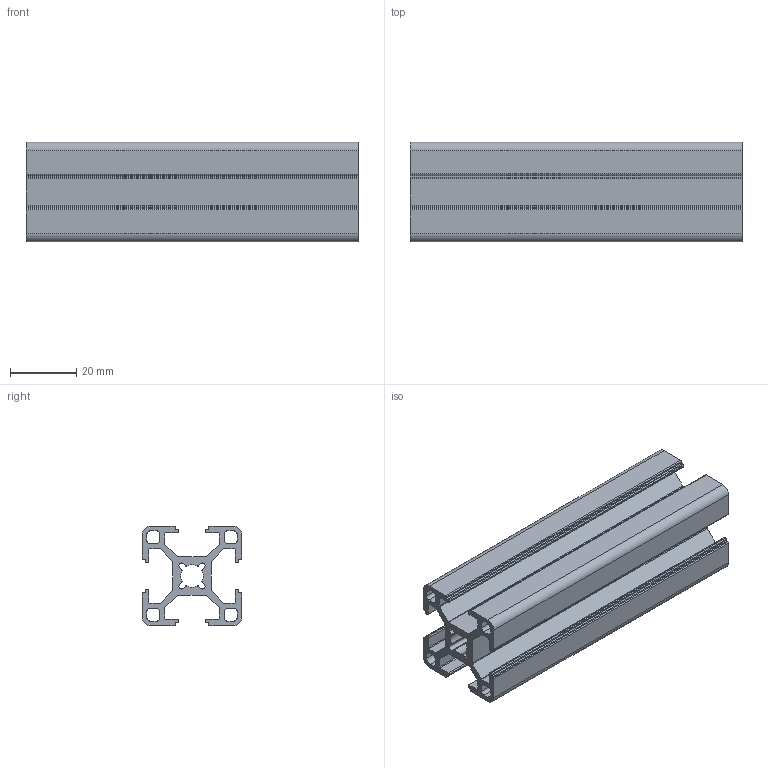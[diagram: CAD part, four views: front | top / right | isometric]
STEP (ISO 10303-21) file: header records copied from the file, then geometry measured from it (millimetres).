
FILE_DESCRIPTION(/* description */ (''),/* implementation_level */ '2;1');
FILE_NAME(/* name */ 'LCF8-3030-100.step',/* time_stamp */ '2024-08-29T19:27:13+08:00',/* author */ (''),/* organization */ (''),/* preprocessor_version */ 'ST-DEVELOPER v20',/* originating_system */ 'Autodesk Translation Framework v13.14.0.145',/* authorisation */ '');
FILE_SCHEMA (('AUTOMOTIVE_DESIGN { 1 0 10303 214 3 1 1 }'));
Length unit declared in the file: millimetre
Products named in the file (1): LCF8-3030-100.0_214
Bounding box: 100 x 30 x 30 mm (x, y, z)
Volume: 30201 mm3; surface area: 32621.6 mm2
Topology: 1 solids, 1 shells, 178 faces, 528 edges, 352 vertices
Faces by surface type: cylinder 92, plane 86
Entity records: 6076 total; most frequent: DIRECTION 1070, CARTESIAN_POINT 1059, ORIENTED_EDGE 1056, EDGE_CURVE 528, AXIS2_PLACEMENT_3D 363, VERTEX_POINT 352, LINE 344, VECTOR 344
